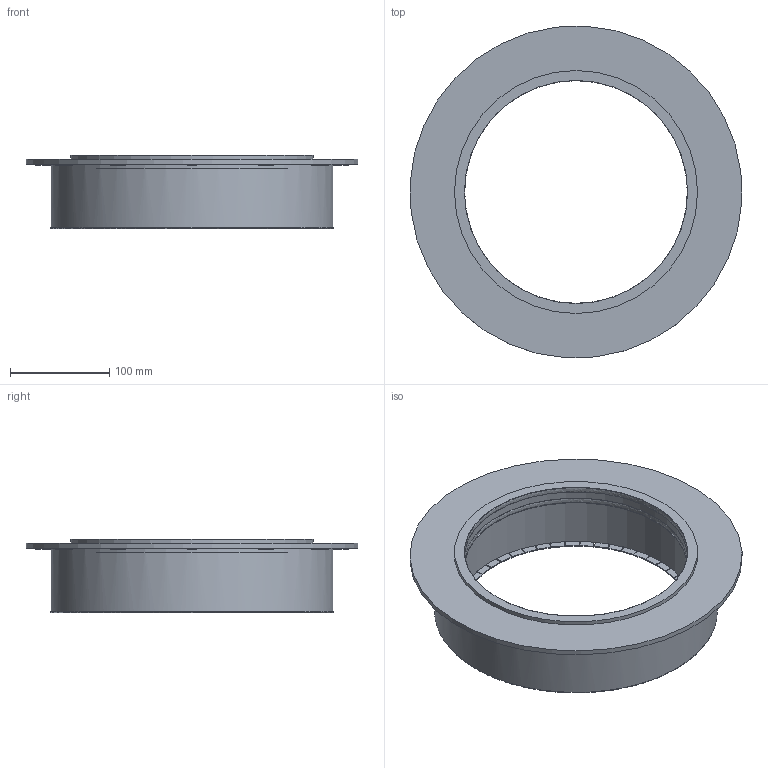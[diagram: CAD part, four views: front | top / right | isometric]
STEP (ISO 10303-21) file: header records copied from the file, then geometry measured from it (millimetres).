
FILE_DESCRIPTION((''),'2;1');
FILE_NAME('SLEEV-IT WT-MAR225M.stp','2014-11-18T06:45:53',('se-emikul'),(''),'Autodesk Inventor 2013','Autodesk Inventor 2013','');
FILE_SCHEMA(('AUTOMOTIVE_DESIGN { 1 0 10303 214 1 1 1 1 }'));
Length unit declared in the file: millimetre
Products named in the file (1): SLEEV-IT WT-MAR225M
Bounding box: 334.47 x 334.47 x 74 mm (x, y, z)
Volume: 1364048.5 mm3; surface area: 435695.3 mm2
Topology: 4 solids, 4 shells, 458 faces, 1216 edges, 780 vertices
Faces by surface type: plane 370, torus 50, cylinder 35, revolution 2, cone 1
Full cylindrical faces by diameter (mm): 225 x3, 233.5 x1, 234.5 x1, 243.2 x1, 245 x1, 283.2 x2, 285 x1, 335 x1
Entity records: 15302 total; most frequent: CARTESIAN_POINT 3341, ORIENTED_EDGE 2404, DIRECTION 2380, EDGE_CURVE 1202, AXIS2_PLACEMENT_3D 817, VERTEX_POINT 778, VECTOR 744, LINE 744
